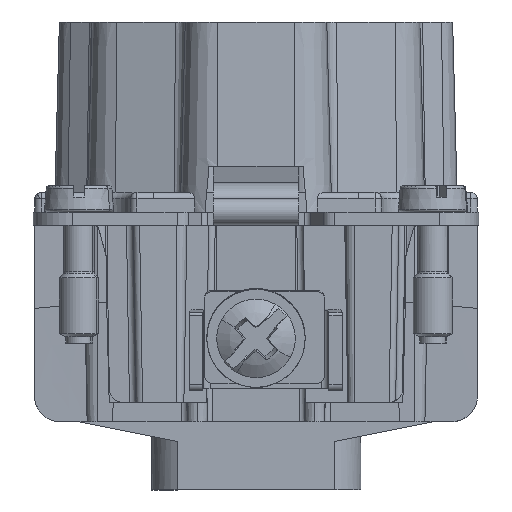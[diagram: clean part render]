
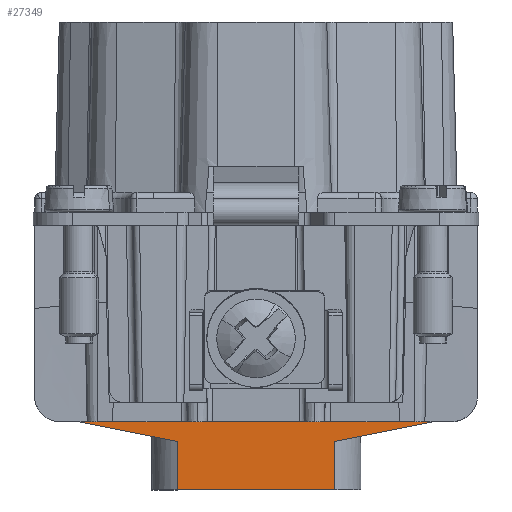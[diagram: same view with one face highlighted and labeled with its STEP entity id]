
A CAD part, front view. The second image highlights one B-rep face of the part: STEP entity #27349.
In plain terms, the highlighted planar face has unit normal (0, -1, 0).
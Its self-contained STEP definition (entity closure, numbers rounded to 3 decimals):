
#20827=AXIS2_PLACEMENT_3D('Circle Axis2P3D',#20825,#20826,$) ;
#20863=AXIS2_PLACEMENT_3D('Circle Axis2P3D',#20861,#20862,$) ;
#27222=AXIS2_PLACEMENT_3D('Plane Axis2P3D',#27219,#27220,#27221) ;
#27254=AXIS2_PLACEMENT_3D('Circle Axis2P3D',#27252,#27253,$) ;
#27296=AXIS2_PLACEMENT_3D('Circle Axis2P3D',#27294,#27295,$) ;
#18392=CARTESIAN_POINT('Vertex',(32.222,15.25,8.165)) ;
#18395=CARTESIAN_POINT('Line Origine',(32.242,15.25,9.333)) ;
#18399=CARTESIAN_POINT('Vertex',(32.263,15.25,10.5)) ;
#20781=CARTESIAN_POINT('Vertex',(1.737,15.25,10.5)) ;
#20784=CARTESIAN_POINT('Line Origine',(1.758,15.25,9.333)) ;
#20788=CARTESIAN_POINT('Vertex',(1.778,15.25,8.165)) ;
#20822=CARTESIAN_POINT('Vertex',(3.778,15.25,6.2)) ;
#20825=CARTESIAN_POINT('Axis2P3D Location',(3.778,15.25,8.2)) ;
#20837=CARTESIAN_POINT('Line Origine',(17.,15.25,6.2)) ;
#20841=CARTESIAN_POINT('Vertex',(30.222,15.25,6.2)) ;
#20861=CARTESIAN_POINT('Axis2P3D Location',(30.222,15.25,8.2)) ;
#27219=CARTESIAN_POINT('Axis2P3D Location',(17.,15.25,20.2)) ;
#27224=CARTESIAN_POINT('Line Origine',(1.66,15.25,10.5)) ;
#27228=CARTESIAN_POINT('Vertex',(1.584,15.25,10.5)) ;
#27231=CARTESIAN_POINT('Line Origine',(1.542,15.25,12.9)) ;
#27235=CARTESIAN_POINT('Vertex',(1.5,15.25,15.3)) ;
#27238=CARTESIAN_POINT('Line Origine',(1.,15.25,15.3)) ;
#27242=CARTESIAN_POINT('Vertex',(0.5,15.25,15.3)) ;
#27245=CARTESIAN_POINT('Line Origine',(0.55,15.25,11.729)) ;
#27249=CARTESIAN_POINT('Vertex',(0.601,15.25,8.158)) ;
#27252=CARTESIAN_POINT('Axis2P3D Location',(3.6,15.25,8.2)) ;
#27256=CARTESIAN_POINT('Vertex',(3.53,15.25,5.201)) ;
#27259=CARTESIAN_POINT('Line Origine',(7.268,15.25,4.451)) ;
#27263=CARTESIAN_POINT('Vertex',(11.006,15.25,3.7)) ;
#27266=CARTESIAN_POINT('Line Origine',(11.006,15.25,1.85)) ;
#27270=CARTESIAN_POINT('Vertex',(11.006,15.25,0.)) ;
#27273=CARTESIAN_POINT('Line Origine',(17.,15.25,0.)) ;
#27277=CARTESIAN_POINT('Vertex',(22.994,15.25,0.)) ;
#27280=CARTESIAN_POINT('Line Origine',(22.994,15.25,1.85)) ;
#27284=CARTESIAN_POINT('Vertex',(22.994,15.25,3.7)) ;
#27287=CARTESIAN_POINT('Line Origine',(26.732,15.25,4.451)) ;
#27291=CARTESIAN_POINT('Vertex',(30.47,15.25,5.201)) ;
#27294=CARTESIAN_POINT('Axis2P3D Location',(30.4,15.25,8.2)) ;
#27298=CARTESIAN_POINT('Vertex',(33.399,15.25,8.158)) ;
#27301=CARTESIAN_POINT('Line Origine',(33.45,15.25,11.729)) ;
#27305=CARTESIAN_POINT('Vertex',(33.5,15.25,15.3)) ;
#27308=CARTESIAN_POINT('Line Origine',(33.,15.25,15.3)) ;
#27312=CARTESIAN_POINT('Vertex',(32.5,15.25,15.3)) ;
#27315=CARTESIAN_POINT('Line Origine',(32.458,15.25,12.9)) ;
#27319=CARTESIAN_POINT('Vertex',(32.416,15.25,10.5)) ;
#27322=CARTESIAN_POINT('Line Origine',(32.34,15.25,10.5)) ;
#18396=DIRECTION('Vector Direction',(-0.017,0.,-1.)) ;
#20785=DIRECTION('Vector Direction',(0.017,0.,-1.)) ;
#20826=DIRECTION('Axis2P3D Direction',(0.,-1.,0.)) ;
#20838=DIRECTION('Vector Direction',(1.,0.,0.)) ;
#20862=DIRECTION('Axis2P3D Direction',(0.,-1.,0.)) ;
#27220=DIRECTION('Axis2P3D Direction',(0.,1.,0.)) ;
#27221=DIRECTION('Axis2P3D XDirection',(1.,0.,0.)) ;
#27225=DIRECTION('Vector Direction',(-1.,0.,0.)) ;
#27232=DIRECTION('Vector Direction',(-0.017,0.,1.)) ;
#27239=DIRECTION('Vector Direction',(1.,0.,0.)) ;
#27246=DIRECTION('Vector Direction',(-0.014,0.,1.)) ;
#27253=DIRECTION('Axis2P3D Direction',(0.,1.,0.)) ;
#27260=DIRECTION('Vector Direction',(-0.98,0.,0.197)) ;
#27267=DIRECTION('Vector Direction',(0.,0.,-1.)) ;
#27274=DIRECTION('Vector Direction',(-1.,0.,0.)) ;
#27281=DIRECTION('Vector Direction',(0.,0.,-1.)) ;
#27288=DIRECTION('Vector Direction',(0.98,0.,0.197)) ;
#27295=DIRECTION('Axis2P3D Direction',(0.,1.,0.)) ;
#27302=DIRECTION('Vector Direction',(0.014,0.,1.)) ;
#27309=DIRECTION('Vector Direction',(1.,0.,0.)) ;
#27316=DIRECTION('Vector Direction',(0.017,0.,1.)) ;
#27323=DIRECTION('Vector Direction',(-1.,0.,0.)) ;
#18397=VECTOR('Line Direction',#18396,1.) ;
#20786=VECTOR('Line Direction',#20785,1.) ;
#20839=VECTOR('Line Direction',#20838,1.) ;
#27226=VECTOR('Line Direction',#27225,1.) ;
#27233=VECTOR('Line Direction',#27232,1.) ;
#27240=VECTOR('Line Direction',#27239,1.) ;
#27247=VECTOR('Line Direction',#27246,1.) ;
#27261=VECTOR('Line Direction',#27260,1.) ;
#27268=VECTOR('Line Direction',#27267,1.) ;
#27275=VECTOR('Line Direction',#27274,1.) ;
#27282=VECTOR('Line Direction',#27281,1.) ;
#27289=VECTOR('Line Direction',#27288,1.) ;
#27303=VECTOR('Line Direction',#27302,1.) ;
#27310=VECTOR('Line Direction',#27309,1.) ;
#27317=VECTOR('Line Direction',#27316,1.) ;
#27324=VECTOR('Line Direction',#27323,1.) ;
#27328=ORIENTED_EDGE('',*,*,#18401,.T.) ;
#27329=ORIENTED_EDGE('',*,*,#20865,.F.) ;
#27330=ORIENTED_EDGE('',*,*,#20843,.F.) ;
#27331=ORIENTED_EDGE('',*,*,#20829,.F.) ;
#27332=ORIENTED_EDGE('',*,*,#20790,.F.) ;
#27333=ORIENTED_EDGE('',*,*,#27230,.T.) ;
#27334=ORIENTED_EDGE('',*,*,#27237,.F.) ;
#27335=ORIENTED_EDGE('',*,*,#27244,.F.) ;
#27336=ORIENTED_EDGE('',*,*,#27251,.F.) ;
#27337=ORIENTED_EDGE('',*,*,#27258,.F.) ;
#27338=ORIENTED_EDGE('',*,*,#27265,.T.) ;
#27339=ORIENTED_EDGE('',*,*,#27272,.T.) ;
#27340=ORIENTED_EDGE('',*,*,#27279,.T.) ;
#27341=ORIENTED_EDGE('',*,*,#27286,.F.) ;
#27342=ORIENTED_EDGE('',*,*,#27293,.F.) ;
#27343=ORIENTED_EDGE('',*,*,#27300,.T.) ;
#27344=ORIENTED_EDGE('',*,*,#27307,.T.) ;
#27345=ORIENTED_EDGE('',*,*,#27314,.T.) ;
#27346=ORIENTED_EDGE('',*,*,#27321,.T.) ;
#27347=ORIENTED_EDGE('',*,*,#27326,.T.) ;
#27349=ADVANCED_FACE('K\X2\00F6\X0\rper.28',(#27348),#27223,.F.) ;
#20828=CIRCLE('generated circle',#20827,2.) ;
#20864=CIRCLE('generated circle',#20863,2.) ;
#27255=CIRCLE('generated circle',#27254,3.) ;
#27297=CIRCLE('generated circle',#27296,3.) ;
#18401=EDGE_CURVE('',#18400,#18393,#18398,.T.) ;
#20790=EDGE_CURVE('',#20782,#20789,#20787,.T.) ;
#20829=EDGE_CURVE('',#20789,#20823,#20828,.T.) ;
#20843=EDGE_CURVE('',#20823,#20842,#20840,.T.) ;
#20865=EDGE_CURVE('',#20842,#18393,#20864,.T.) ;
#27230=EDGE_CURVE('',#20782,#27229,#27227,.T.) ;
#27237=EDGE_CURVE('',#27236,#27229,#27234,.F.) ;
#27244=EDGE_CURVE('',#27243,#27236,#27241,.T.) ;
#27251=EDGE_CURVE('',#27250,#27243,#27248,.T.) ;
#27258=EDGE_CURVE('',#27257,#27250,#27255,.T.) ;
#27265=EDGE_CURVE('',#27257,#27264,#27262,.F.) ;
#27272=EDGE_CURVE('',#27264,#27271,#27269,.T.) ;
#27279=EDGE_CURVE('',#27271,#27278,#27276,.F.) ;
#27286=EDGE_CURVE('',#27285,#27278,#27283,.T.) ;
#27293=EDGE_CURVE('',#27292,#27285,#27290,.F.) ;
#27300=EDGE_CURVE('',#27292,#27299,#27297,.F.) ;
#27307=EDGE_CURVE('',#27299,#27306,#27304,.T.) ;
#27314=EDGE_CURVE('',#27306,#27313,#27311,.F.) ;
#27321=EDGE_CURVE('',#27313,#27320,#27318,.F.) ;
#27326=EDGE_CURVE('',#27320,#18400,#27325,.T.) ;
#27327=EDGE_LOOP('',(#27328,#27329,#27330,#27331,#27332,#27333,#27334,#27335,#27336,#27337,#27338,#27339,#27340,#27341,#27342,#27343,#27344,#27345,#27346,#27347)) ;
#27348=FACE_OUTER_BOUND('',#27327,.T.) ;
#18398=LINE('Line',#18395,#18397) ;
#20787=LINE('Line',#20784,#20786) ;
#20840=LINE('Line',#20837,#20839) ;
#27227=LINE('Line',#27224,#27226) ;
#27234=LINE('Line',#27231,#27233) ;
#27241=LINE('Line',#27238,#27240) ;
#27248=LINE('Line',#27245,#27247) ;
#27262=LINE('Line',#27259,#27261) ;
#27269=LINE('Line',#27266,#27268) ;
#27276=LINE('Line',#27273,#27275) ;
#27283=LINE('Line',#27280,#27282) ;
#27290=LINE('Line',#27287,#27289) ;
#27304=LINE('Line',#27301,#27303) ;
#27311=LINE('Line',#27308,#27310) ;
#27318=LINE('Line',#27315,#27317) ;
#27325=LINE('Line',#27322,#27324) ;
#27223=PLANE('',#27222) ;
#18393=VERTEX_POINT('',#18392) ;
#18400=VERTEX_POINT('',#18399) ;
#20782=VERTEX_POINT('',#20781) ;
#20789=VERTEX_POINT('',#20788) ;
#20823=VERTEX_POINT('',#20822) ;
#20842=VERTEX_POINT('',#20841) ;
#27229=VERTEX_POINT('',#27228) ;
#27236=VERTEX_POINT('',#27235) ;
#27243=VERTEX_POINT('',#27242) ;
#27250=VERTEX_POINT('',#27249) ;
#27257=VERTEX_POINT('',#27256) ;
#27264=VERTEX_POINT('',#27263) ;
#27271=VERTEX_POINT('',#27270) ;
#27278=VERTEX_POINT('',#27277) ;
#27285=VERTEX_POINT('',#27284) ;
#27292=VERTEX_POINT('',#27291) ;
#27299=VERTEX_POINT('',#27298) ;
#27306=VERTEX_POINT('',#27305) ;
#27313=VERTEX_POINT('',#27312) ;
#27320=VERTEX_POINT('',#27319) ;
